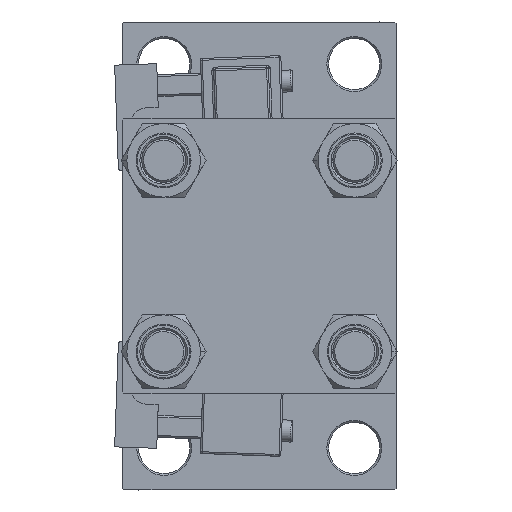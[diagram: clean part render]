
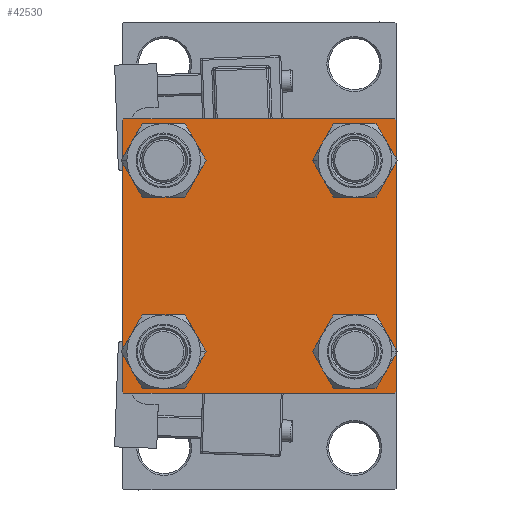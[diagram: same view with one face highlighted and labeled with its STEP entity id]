
A CAD part, left-side view. The second image highlights one B-rep face of the part: STEP entity #42530.
In plain terms, the highlighted planar face has unit normal (-1, 0, 0).
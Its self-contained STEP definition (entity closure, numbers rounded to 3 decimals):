
#373 = CARTESIAN_POINT ( 'NONE',  ( 0., 26.15, -26.15 ) ) ;
#1010 = DIRECTION ( 'NONE',  ( 0., 0., 1. ) ) ;
#1597 = DIRECTION ( 'NONE',  ( 1., 0., 0. ) ) ;
#1850 = DIRECTION ( 'NONE',  ( 0., 0., 1. ) ) ;
#2032 = DIRECTION ( 'NONE',  ( 1., 0., 0. ) ) ;
#2096 = ORIENTED_EDGE ( 'NONE', *, *, #9336, .T. ) ;
#2128 = EDGE_CURVE ( 'NONE', #22594, #42609, #38431, .T. ) ;
#3353 = CARTESIAN_POINT ( 'NONE',  ( 0., -37.25, -37.25 ) ) ;
#3450 = AXIS2_PLACEMENT_3D ( 'NONE', #45065, #9799, #13568 ) ;
#4126 = EDGE_CURVE ( 'NONE', #42609, #22594, #6342, .T. ) ;
#4558 = VECTOR ( 'NONE', #18968, 1000. ) ;
#4930 = EDGE_CURVE ( 'NONE', #13925, #17673, #49799, .T. ) ;
#5822 = DIRECTION ( 'NONE',  ( 0., 0., 1. ) ) ;
#5876 = VECTOR ( 'NONE', #14742, 1000. ) ;
#5892 = CARTESIAN_POINT ( 'NONE',  ( 0., 37.25, -37.25 ) ) ;
#6342 = CIRCLE ( 'NONE', #38501, 6.5 ) ;
#6814 = ORIENTED_EDGE ( 'NONE', *, *, #21008, .T. ) ;
#7048 = VERTEX_POINT ( 'NONE', #33682 ) ;
#7421 = EDGE_LOOP ( 'NONE', ( #37951, #47216, #11607, #17618, #47682, #2096, #24231, #43499 ) ) ;
#7451 = DIRECTION ( 'NONE',  ( 0., 0.707, 0.707 ) ) ;
#7927 = CARTESIAN_POINT ( 'NONE',  ( 0., 26.15, 19.65 ) ) ;
#8707 = DIRECTION ( 'NONE',  ( 0., 0., 1. ) ) ;
#8738 = CARTESIAN_POINT ( 'NONE',  ( 0., -26.15, -26.15 ) ) ;
#8865 = CIRCLE ( 'NONE', #37028, 6.5 ) ;
#9117 = CIRCLE ( 'NONE', #15543, 6.5 ) ;
#9336 = EDGE_CURVE ( 'NONE', #13925, #49208, #34421, .T. ) ;
#9659 = CARTESIAN_POINT ( 'NONE',  ( 0., 37., -37.5 ) ) ;
#9799 = DIRECTION ( 'NONE',  ( 1., 0., 0. ) ) ;
#10017 = CARTESIAN_POINT ( 'NONE',  ( 0., -26.15, 19.65 ) ) ;
#10278 = EDGE_CURVE ( 'NONE', #24548, #7048, #33120, .T. ) ;
#10470 = LINE ( 'NONE', #37667, #23471 ) ;
#10488 = VERTEX_POINT ( 'NONE', #37639 ) ;
#11098 = FACE_BOUND ( 'NONE', #33191, .T. ) ;
#11265 = VERTEX_POINT ( 'NONE', #16878 ) ;
#11607 = ORIENTED_EDGE ( 'NONE', *, *, #13680, .T. ) ;
#11650 = CIRCLE ( 'NONE', #43827, 6.5 ) ;
#11960 = CARTESIAN_POINT ( 'NONE',  ( 0., 37.5, 37.5 ) ) ;
#12372 = DIRECTION ( 'NONE',  ( 1., 0., 0. ) ) ;
#12653 = ORIENTED_EDGE ( 'NONE', *, *, #24470, .T. ) ;
#12757 = EDGE_CURVE ( 'NONE', #31244, #17673, #30338, .T. ) ;
#13568 = DIRECTION ( 'NONE',  ( 0., 0., 1. ) ) ;
#13669 = ORIENTED_EDGE ( 'NONE', *, *, #4126, .T. ) ;
#13680 = EDGE_CURVE ( 'NONE', #30584, #31244, #10470, .T. ) ;
#13925 = VERTEX_POINT ( 'NONE', #21031 ) ;
#14510 = CARTESIAN_POINT ( 'NONE',  ( 0., -37.5, 37.5 ) ) ;
#14742 = DIRECTION ( 'NONE',  ( 0., 0.707, -0.707 ) ) ;
#14756 = DIRECTION ( 'NONE',  ( 0., 0., -1. ) ) ;
#15377 = FACE_OUTER_BOUND ( 'NONE', #7421, .T. ) ;
#15543 = AXIS2_PLACEMENT_3D ( 'NONE', #40667, #1597, #1850 ) ;
#15760 = DIRECTION ( 'NONE',  ( 1., 0., 0. ) ) ;
#16043 = DIRECTION ( 'NONE',  ( 0., 0., 1. ) ) ;
#16378 = ORIENTED_EDGE ( 'NONE', *, *, #21984, .T. ) ;
#16462 = EDGE_CURVE ( 'NONE', #44041, #11265, #29618, .T. ) ;
#16605 = EDGE_CURVE ( 'NONE', #11265, #27761, #35141, .T. ) ;
#16770 = EDGE_CURVE ( 'NONE', #43681, #21413, #9117, .T. ) ;
#16878 = CARTESIAN_POINT ( 'NONE',  ( 0., 37.5, 37. ) ) ;
#17618 = ORIENTED_EDGE ( 'NONE', *, *, #12757, .T. ) ;
#17667 = CARTESIAN_POINT ( 'NONE',  ( 0., 26.15, -26.15 ) ) ;
#17673 = VERTEX_POINT ( 'NONE', #21279 ) ;
#17826 = VECTOR ( 'NONE', #7451, 1000. ) ;
#18031 = CARTESIAN_POINT ( 'NONE',  ( 0., 37.25, 37.25 ) ) ;
#18190 = DIRECTION ( 'NONE',  ( 1., 0., 0. ) ) ;
#18524 = DIRECTION ( 'NONE',  ( 0., -1., 0. ) ) ;
#18968 = DIRECTION ( 'NONE',  ( 0., -0.707, -0.707 ) ) ;
#20251 = AXIS2_PLACEMENT_3D ( 'NONE', #41854, #45143, #23188 ) ;
#20414 = CARTESIAN_POINT ( 'NONE',  ( 0., -26.15, -19.65 ) ) ;
#20442 = CARTESIAN_POINT ( 'NONE',  ( 0., -26.15, -26.15 ) ) ;
#20443 = CIRCLE ( 'NONE', #42962, 6.5 ) ;
#20625 = EDGE_LOOP ( 'NONE', ( #36075, #16378 ) ) ;
#21008 = EDGE_CURVE ( 'NONE', #21413, #43681, #23600, .T. ) ;
#21031 = CARTESIAN_POINT ( 'NONE',  ( 0., -37.5, 37. ) ) ;
#21279 = CARTESIAN_POINT ( 'NONE',  ( 0., -37.5, -37. ) ) ;
#21413 = VERTEX_POINT ( 'NONE', #7927 ) ;
#21569 = AXIS2_PLACEMENT_3D ( 'NONE', #20442, #12372, #1010 ) ;
#21984 = EDGE_CURVE ( 'NONE', #7048, #24548, #20443, .T. ) ;
#22096 = CARTESIAN_POINT ( 'NONE',  ( 0., 37., 37.5 ) ) ;
#22594 = VERTEX_POINT ( 'NONE', #49148 ) ;
#22685 = ORIENTED_EDGE ( 'NONE', *, *, #16770, .T. ) ;
#22833 = CARTESIAN_POINT ( 'NONE',  ( 0., -37.25, 37.25 ) ) ;
#23188 = DIRECTION ( 'NONE',  ( 0., 0., 1. ) ) ;
#23471 = VECTOR ( 'NONE', #18524, 1000. ) ;
#23600 = CIRCLE ( 'NONE', #3450, 6.5 ) ;
#23862 = DIRECTION ( 'NONE',  ( 0., 0., 1. ) ) ;
#24111 = CARTESIAN_POINT ( 'NONE',  ( 0., 26.15, -19.65 ) ) ;
#24231 = ORIENTED_EDGE ( 'NONE', *, *, #33497, .F. ) ;
#24401 = CARTESIAN_POINT ( 'NONE',  ( 0., -37., 37.5 ) ) ;
#24470 = EDGE_CURVE ( 'NONE', #10488, #38764, #11650, .T. ) ;
#24501 = LINE ( 'NONE', #25252, #29549 ) ;
#24548 = VERTEX_POINT ( 'NONE', #24111 ) ;
#24943 = EDGE_LOOP ( 'NONE', ( #13669, #48893 ) ) ;
#25069 = LINE ( 'NONE', #5892, #4558 ) ;
#25252 = CARTESIAN_POINT ( 'NONE',  ( 0., 37.5, 37.5 ) ) ;
#26014 = CARTESIAN_POINT ( 'NONE',  ( 0., -26.15, 26.15 ) ) ;
#26472 = PLANE ( 'NONE',  #20251 ) ;
#26739 = FACE_BOUND ( 'NONE', #24943, .T. ) ;
#27291 = VECTOR ( 'NONE', #14756, 1000. ) ;
#27338 = DIRECTION ( 'NONE',  ( 0., 0., -1. ) ) ;
#27761 = VERTEX_POINT ( 'NONE', #34779 ) ;
#27890 = CARTESIAN_POINT ( 'NONE',  ( 0., -26.15, 26.15 ) ) ;
#29549 = VECTOR ( 'NONE', #37061, 1000. ) ;
#29618 = LINE ( 'NONE', #18031, #5876 ) ;
#30013 = VECTOR ( 'NONE', #49517, 1000. ) ;
#30338 = LINE ( 'NONE', #3353, #30013 ) ;
#30584 = VERTEX_POINT ( 'NONE', #9659 ) ;
#31244 = VERTEX_POINT ( 'NONE', #45989 ) ;
#31526 = AXIS2_PLACEMENT_3D ( 'NONE', #373, #15760, #8707 ) ;
#33120 = CIRCLE ( 'NONE', #31526, 6.5 ) ;
#33191 = EDGE_LOOP ( 'NONE', ( #22685, #6814 ) ) ;
#33292 = EDGE_CURVE ( 'NONE', #27761, #30584, #25069, .T. ) ;
#33497 = EDGE_CURVE ( 'NONE', #44041, #49208, #24501, .T. ) ;
#33682 = CARTESIAN_POINT ( 'NONE',  ( 0., 26.15, -32.65 ) ) ;
#34280 = FACE_BOUND ( 'NONE', #20625, .T. ) ;
#34421 = LINE ( 'NONE', #22833, #17826 ) ;
#34779 = CARTESIAN_POINT ( 'NONE',  ( 0., 37.5, -37. ) ) ;
#34880 = VECTOR ( 'NONE', #27338, 1000. ) ;
#35141 = LINE ( 'NONE', #11960, #34880 ) ;
#36075 = ORIENTED_EDGE ( 'NONE', *, *, #10278, .T. ) ;
#37028 = AXIS2_PLACEMENT_3D ( 'NONE', #26014, #18190, #41386 ) ;
#37061 = DIRECTION ( 'NONE',  ( 0., -1., 0. ) ) ;
#37639 = CARTESIAN_POINT ( 'NONE',  ( 0., -26.15, 32.65 ) ) ;
#37667 = CARTESIAN_POINT ( 'NONE',  ( 0., 37.5, -37.5 ) ) ;
#37951 = ORIENTED_EDGE ( 'NONE', *, *, #16605, .T. ) ;
#38431 = CIRCLE ( 'NONE', #21569, 6.5 ) ;
#38501 = AXIS2_PLACEMENT_3D ( 'NONE', #8738, #42521, #23862 ) ;
#38764 = VERTEX_POINT ( 'NONE', #10017 ) ;
#40667 = CARTESIAN_POINT ( 'NONE',  ( 0., 26.15, 26.15 ) ) ;
#40996 = EDGE_CURVE ( 'NONE', #38764, #10488, #8865, .T. ) ;
#41386 = DIRECTION ( 'NONE',  ( 0., 0., 1. ) ) ;
#41854 = CARTESIAN_POINT ( 'NONE',  ( 0., 0., 0. ) ) ;
#42307 = CARTESIAN_POINT ( 'NONE',  ( 0., 26.15, 32.65 ) ) ;
#42518 = DIRECTION ( 'NONE',  ( 1., 0., 0. ) ) ;
#42521 = DIRECTION ( 'NONE',  ( 1., 0., 0. ) ) ;
#42530 = ADVANCED_FACE ( 'NONE', ( #45632, #26739, #34280, #11098, #15377 ), #26472, .T. ) ;
#42609 = VERTEX_POINT ( 'NONE', #20414 ) ;
#42632 = EDGE_LOOP ( 'NONE', ( #12653, #43217 ) ) ;
#42962 = AXIS2_PLACEMENT_3D ( 'NONE', #17667, #2032, #5822 ) ;
#43217 = ORIENTED_EDGE ( 'NONE', *, *, #40996, .T. ) ;
#43499 = ORIENTED_EDGE ( 'NONE', *, *, #16462, .T. ) ;
#43681 = VERTEX_POINT ( 'NONE', #42307 ) ;
#43827 = AXIS2_PLACEMENT_3D ( 'NONE', #27890, #42518, #16043 ) ;
#44041 = VERTEX_POINT ( 'NONE', #22096 ) ;
#45065 = CARTESIAN_POINT ( 'NONE',  ( 0., 26.15, 26.15 ) ) ;
#45143 = DIRECTION ( 'NONE',  ( -1., 0., 0. ) ) ;
#45632 = FACE_BOUND ( 'NONE', #42632, .T. ) ;
#45989 = CARTESIAN_POINT ( 'NONE',  ( 0., -37., -37.5 ) ) ;
#47216 = ORIENTED_EDGE ( 'NONE', *, *, #33292, .T. ) ;
#47682 = ORIENTED_EDGE ( 'NONE', *, *, #4930, .F. ) ;
#48893 = ORIENTED_EDGE ( 'NONE', *, *, #2128, .T. ) ;
#49148 = CARTESIAN_POINT ( 'NONE',  ( 0., -26.15, -32.65 ) ) ;
#49208 = VERTEX_POINT ( 'NONE', #24401 ) ;
#49517 = DIRECTION ( 'NONE',  ( 0., -0.707, 0.707 ) ) ;
#49799 = LINE ( 'NONE', #14510, #27291 ) ;
